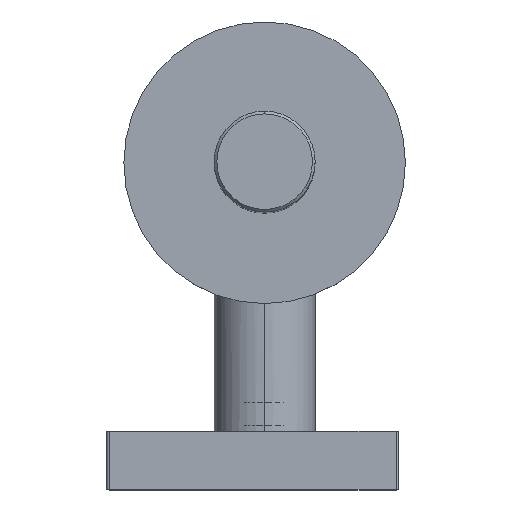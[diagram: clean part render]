
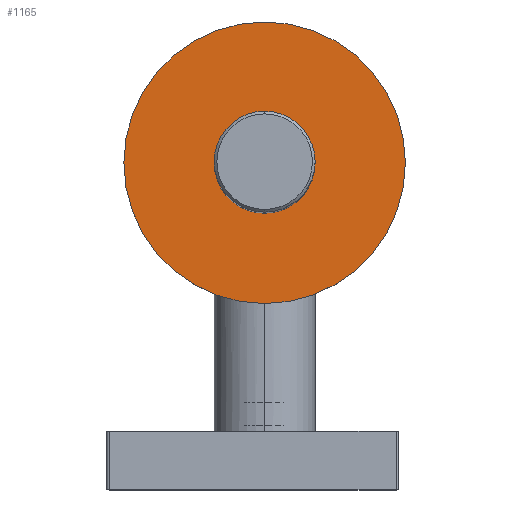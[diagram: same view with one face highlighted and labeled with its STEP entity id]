
A CAD part, top view. The second image highlights one B-rep face of the part: STEP entity #1165.
In plain terms, the highlighted face is planar.
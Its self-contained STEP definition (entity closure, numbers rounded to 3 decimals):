
#59 = CIRCLE ( 'NONE', #5585, 3. ) ;
#60 = CIRCLE ( 'NONE', #5575, 26.5 ) ;
#63 = CIRCLE ( 'NONE', #5542, 26.5 ) ;
#65 = CIRCLE ( 'NONE', #5584, 3. ) ;
#1080 = EDGE_CURVE ( 'NONE', #1655, #1654, #59, .T. ) ;
#1081 = EDGE_CURVE ( 'NONE', #1650, #1651, #60, .T. ) ;
#1085 = EDGE_CURVE ( 'NONE', #1651, #1650, #63, .T. ) ;
#1089 = EDGE_CURVE ( 'NONE', #1654, #1655, #65, .T. ) ;
#1165 = ADVANCED_FACE ( 'NONE', ( #5297, #5333 ), #4756, .F. ) ;
#1650 = VERTEX_POINT ( 'NONE', #4954 ) ;
#1651 = VERTEX_POINT ( 'NONE', #4953 ) ;
#1654 = VERTEX_POINT ( 'NONE', #4950 ) ;
#1655 = VERTEX_POINT ( 'NONE', #4949 ) ;
#1958 = DIRECTION ( 'NONE',  ( 0., 0., 1. ) ) ;
#1959 = DIRECTION ( 'NONE',  ( 0., 1., 0. ) ) ;
#1966 = CARTESIAN_POINT ( 'NONE',  ( 0., 0., 0. ) ) ;
#1970 = DIRECTION ( 'NONE',  ( 0., 0., 1. ) ) ;
#1971 = DIRECTION ( 'NONE',  ( 0., 1., 0. ) ) ;
#1976 = CARTESIAN_POINT ( 'NONE',  ( 0., 0., 0. ) ) ;
#1983 = DIRECTION ( 'NONE',  ( 0., 0., 1. ) ) ;
#1984 = DIRECTION ( 'NONE',  ( 0., 1., 0. ) ) ;
#1985 = CARTESIAN_POINT ( 'NONE',  ( 0., 0., 0. ) ) ;
#1986 = DIRECTION ( 'NONE',  ( 0., 0., 1. ) ) ;
#1987 = DIRECTION ( 'NONE',  ( 0., 1., 0. ) ) ;
#1991 = CARTESIAN_POINT ( 'NONE',  ( 0., 0., 0. ) ) ;
#2541 = EDGE_LOOP ( 'NONE', ( #3821, #3816 ) ) ;
#2542 = EDGE_LOOP ( 'NONE', ( #3818, #3815 ) ) ;
#3815 = ORIENTED_EDGE ( 'NONE', *, *, #1080, .T. ) ;
#3816 = ORIENTED_EDGE ( 'NONE', *, *, #1085, .F. ) ;
#3818 = ORIENTED_EDGE ( 'NONE', *, *, #1089, .T. ) ;
#3821 = ORIENTED_EDGE ( 'NONE', *, *, #1081, .F. ) ;
#4753 = DIRECTION ( 'NONE',  ( 0., 0., 1. ) ) ;
#4754 = DIRECTION ( 'NONE',  ( 0., 1., 0. ) ) ;
#4755 = CARTESIAN_POINT ( 'NONE',  ( 0., 0., 0. ) ) ;
#4756 = PLANE ( 'NONE',  #5335 ) ;
#4949 = CARTESIAN_POINT ( 'NONE',  ( 0., 0., 3. ) ) ;
#4950 = CARTESIAN_POINT ( 'NONE',  ( 0., 0., -3. ) ) ;
#4953 = CARTESIAN_POINT ( 'NONE',  ( 0., 0., 26.5 ) ) ;
#4954 = CARTESIAN_POINT ( 'NONE',  ( 0., 0., -26.5 ) ) ;
#5297 = FACE_OUTER_BOUND ( 'NONE', #2541, .T. ) ;
#5333 = FACE_BOUND ( 'NONE', #2542, .T. ) ;
#5335 = AXIS2_PLACEMENT_3D ( 'NONE', #4755, #4754, #4753 ) ;
#5542 = AXIS2_PLACEMENT_3D ( 'NONE', #1976, #1971, #1970 ) ;
#5575 = AXIS2_PLACEMENT_3D ( 'NONE', #1985, #1984, #1983 ) ;
#5584 = AXIS2_PLACEMENT_3D ( 'NONE', #1966, #1959, #1958 ) ;
#5585 = AXIS2_PLACEMENT_3D ( 'NONE', #1991, #1987, #1986 ) ;
